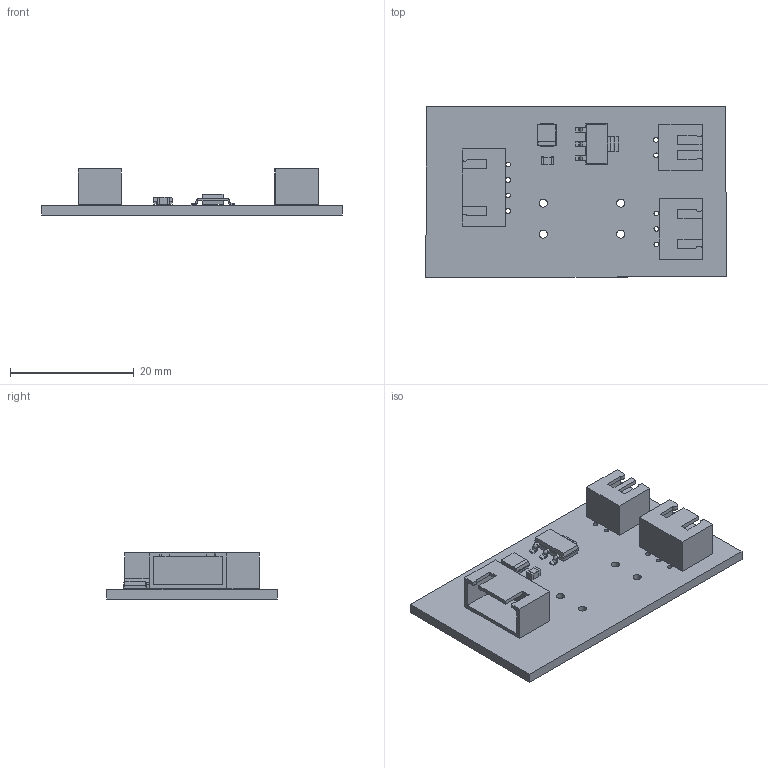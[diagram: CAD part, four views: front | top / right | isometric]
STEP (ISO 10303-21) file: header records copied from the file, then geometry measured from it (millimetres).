
FILE_DESCRIPTION(('KiCad electronic assembly'),'2;1');
FILE_NAME('led-backlight-controls.step','2021-07-28T14:30:33',( 'An Author'),('A Company'),'Open CASCADE STEP processor 7.3', 'KiCad to STEP converter','Unknown');
FILE_SCHEMA(('AUTOMOTIVE_DESIGN { 1 0 10303 214 1 1 1 1 }'));
Length unit declared in the file: millimetre
Products named in the file (14): Open CASCADE STEP translator 7.3 1; SOT-223; SOLID; jst-xh-connectors-90-degree-JstConnectorFemale-3pinConnector; jst-xh-connectors-90-degree-JstConnectorFemale-2pin; COMPOUND; jst-xh-connectors-90-degree-JstConnectorFemale-4pin; C_0805_2012Metric; CP_EIA-3528-12_Kemet-T
Assembly tree (13 placements, depth 3):
  Open CASCADE STEP translator 7.3 1
    SOT-223
      SOLID
    jst-xh-connectors-90-degree-JstConnectorFemale-3pinConnector
      SOLID
    jst-xh-connectors-90-degree-JstConnectorFemale-2pin
      COMPOUND
    jst-xh-connectors-90-degree-JstConnectorFemale-4pin
      COMPOUND
    C_0805_2012Metric
      SOLID
    CP_EIA-3528-12_Kemet-T
      SOLID
    COMPOUND
Bounding box: 48.48 x 27.52 x 7.45 mm (x, y, z)
Volume: 2602.1 mm3; surface area: 4556.4 mm2
Topology: 7 solids, 7 shells, 225 faces, 589 edges, 382 vertices
Faces by surface type: plane 150, cylinder 51, bspline 24
Full cylindrical faces by diameter (mm): 0.762 x9, 1.3 x4
Entity records: 17090 total; most frequent: CARTESIAN_POINT 4032, DIRECTION 2151, LINE 1453, VECTOR 1453, ORIENTED_EDGE 1178, PCURVE 1178, DEFINITIONAL_REPRESENTATION 1178, EDGE_CURVE 589
